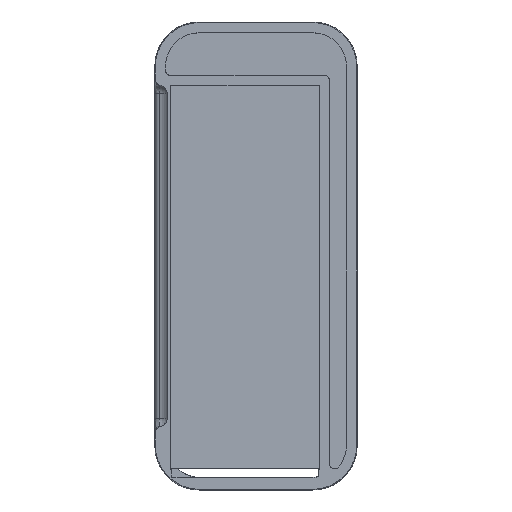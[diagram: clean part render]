
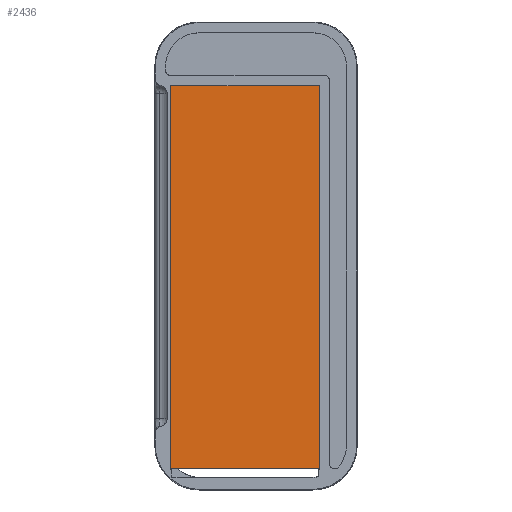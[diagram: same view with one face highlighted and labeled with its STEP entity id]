
A CAD part, top view. The second image highlights one B-rep face of the part: STEP entity #2436.
In plain terms, the highlighted planar face has unit normal (0, 0, 1).
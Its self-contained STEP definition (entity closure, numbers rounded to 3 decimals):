
#214=CARTESIAN_POINT('',(23.017,-16.808,0.109));
#215=VERTEX_POINT('',#214);
#224=CARTESIAN_POINT('',(22.917,-16.808,0.109));
#225=VERTEX_POINT('',#224);
#226=CARTESIAN_POINT('',(23.017,-16.808,0.109));
#227=DIRECTION('',(-1.,-0.,-0.));
#228=VECTOR('',#227,0.1);
#229=LINE('',#226,#228);
#230=EDGE_CURVE('',#215,#225,#229,.T.);
#2374=CARTESIAN_POINT('',(-4.651,-0.,0.109));
#2375=DIRECTION('',(0.,0.,-1.));
#2376=DIRECTION('',(1.,0.,0.));
#2377=AXIS2_PLACEMENT_3D('',#2374,#2375,#2376);
#2378=PLANE('',#2377);
#2379=CARTESIAN_POINT('',(34.517,-16.708,0.109));
#2380=VERTEX_POINT('',#2379);
#2381=CARTESIAN_POINT('',(23.017,-16.708,0.109));
#2382=VERTEX_POINT('',#2381);
#2383=CARTESIAN_POINT('',(34.517,-16.708,0.109));
#2384=DIRECTION('',(-1.,-0.,-0.));
#2385=VECTOR('',#2384,11.5);
#2386=LINE('',#2383,#2385);
#2387=EDGE_CURVE('',#2380,#2382,#2386,.T.);
#2388=ORIENTED_EDGE('',*,*,#2387,.F.);
#2389=CARTESIAN_POINT('',(34.517,-16.808,0.109));
#2390=VERTEX_POINT('',#2389);
#2391=CARTESIAN_POINT('',(34.517,-16.708,0.109));
#2392=DIRECTION('',(0.,-1.,0.));
#2393=VECTOR('',#2392,0.1);
#2394=LINE('',#2391,#2393);
#2395=EDGE_CURVE('',#2380,#2390,#2394,.T.);
#2396=ORIENTED_EDGE('',*,*,#2395,.T.);
#2397=CARTESIAN_POINT('',(34.617,-16.808,0.109));
#2398=VERTEX_POINT('',#2397);
#2399=CARTESIAN_POINT('',(34.617,-16.808,0.109));
#2400=DIRECTION('',(-1.,-0.,-0.));
#2401=VECTOR('',#2400,0.1);
#2402=LINE('',#2399,#2401);
#2403=EDGE_CURVE('',#2398,#2390,#2402,.T.);
#2404=ORIENTED_EDGE('',*,*,#2403,.F.);
#2405=CARTESIAN_POINT('',(34.617,13.392,0.109));
#2406=VERTEX_POINT('',#2405);
#2407=CARTESIAN_POINT('',(34.617,13.392,0.109));
#2408=DIRECTION('',(0.,-1.,0.));
#2409=VECTOR('',#2408,30.2);
#2410=LINE('',#2407,#2409);
#2411=EDGE_CURVE('',#2406,#2398,#2410,.T.);
#2412=ORIENTED_EDGE('',*,*,#2411,.F.);
#2413=CARTESIAN_POINT('',(22.917,13.392,0.109));
#2414=VERTEX_POINT('',#2413);
#2415=CARTESIAN_POINT('',(22.917,13.392,0.109));
#2416=DIRECTION('',(1.,0.,0.));
#2417=VECTOR('',#2416,11.7);
#2418=LINE('',#2415,#2417);
#2419=EDGE_CURVE('',#2414,#2406,#2418,.T.);
#2420=ORIENTED_EDGE('',*,*,#2419,.F.);
#2421=CARTESIAN_POINT('',(22.917,-16.808,0.109));
#2422=DIRECTION('',(-0.,1.,0.));
#2423=VECTOR('',#2422,30.2);
#2424=LINE('',#2421,#2423);
#2425=EDGE_CURVE('',#225,#2414,#2424,.T.);
#2426=ORIENTED_EDGE('',*,*,#2425,.F.);
#2427=ORIENTED_EDGE('',*,*,#230,.F.);
#2428=CARTESIAN_POINT('',(23.017,-16.708,0.109));
#2429=DIRECTION('',(0.,-1.,0.));
#2430=VECTOR('',#2429,0.1);
#2431=LINE('',#2428,#2430);
#2432=EDGE_CURVE('',#2382,#215,#2431,.T.);
#2433=ORIENTED_EDGE('',*,*,#2432,.F.);
#2434=EDGE_LOOP('',(#2388,#2396,#2404,#2412,#2420,#2426,#2427,#2433));
#2435=FACE_BOUND('',#2434,.T.);
#2436=ADVANCED_FACE('',(#2435),#2378,.F.);
